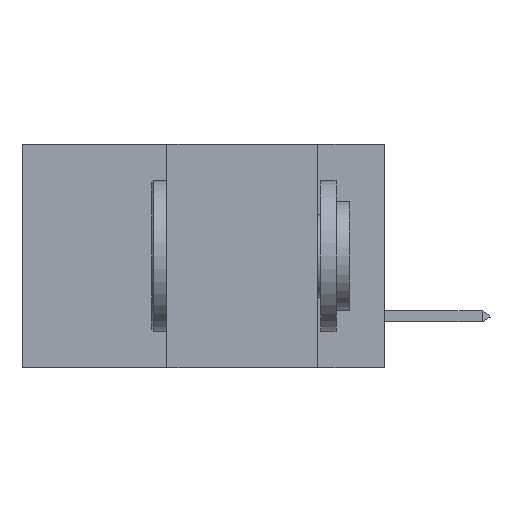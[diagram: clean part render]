
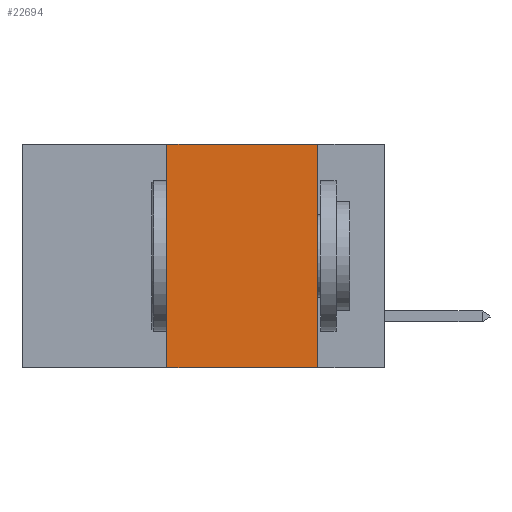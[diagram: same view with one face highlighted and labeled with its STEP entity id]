
A CAD part, left-side view. The second image highlights one B-rep face of the part: STEP entity #22694.
In plain terms, the highlighted planar face has unit normal (-1, 0, 0).
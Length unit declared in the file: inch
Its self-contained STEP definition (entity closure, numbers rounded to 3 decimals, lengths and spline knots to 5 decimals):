
#2622 = DIRECTION ( 'NONE',  ( 0., -1., 0. ) ) ;
#2771 = VECTOR ( 'NONE', #8555, 39.37008 ) ;
#3257 = CARTESIAN_POINT ( 'NONE',  ( 0., 0.6, 0. ) ) ;
#5559 = ORIENTED_EDGE ( 'NONE', *, *, #20702, .F. ) ;
#5835 = VECTOR ( 'NONE', #15398, 39.37008 ) ;
#8062 = EDGE_LOOP ( 'NONE', ( #5559, #34016, #35054, #30925 ) ) ;
#8555 = DIRECTION ( 'NONE',  ( 0., -1., 0. ) ) ;
#10573 = FACE_OUTER_BOUND ( 'NONE', #8062, .T. ) ;
#11743 = VECTOR ( 'NONE', #35273, 39.37008 ) ;
#12380 = DIRECTION ( 'NONE',  ( 0., 0., -1. ) ) ;
#12912 = VERTEX_POINT ( 'NONE', #20343 ) ;
#13988 = LINE ( 'NONE', #30364, #5835 ) ;
#14790 = LINE ( 'NONE', #20395, #2771 ) ;
#15261 = CARTESIAN_POINT ( 'NONE',  ( 0., 0.6, 0. ) ) ;
#15398 = DIRECTION ( 'NONE',  ( 0., 0., 1. ) ) ;
#15475 = PLANE ( 'NONE',  #30264 ) ;
#17424 = VERTEX_POINT ( 'NONE', #24112 ) ;
#18698 = DIRECTION ( 'NONE',  ( 1., 0., 0. ) ) ;
#19491 = CARTESIAN_POINT ( 'NONE',  ( 0., 0.11, 0. ) ) ;
#19884 = CARTESIAN_POINT ( 'NONE',  ( 0., 0.36, -0.37 ) ) ;
#20343 = CARTESIAN_POINT ( 'NONE',  ( 0., 0.11, -0.37 ) ) ;
#20395 = CARTESIAN_POINT ( 'NONE',  ( 0., 0.6, -0.37 ) ) ;
#20702 = EDGE_CURVE ( 'NONE', #17424, #12912, #22322, .T. ) ;
#22322 = LINE ( 'NONE', #19491, #11743 ) ;
#22694 = ADVANCED_FACE ( 'NONE', ( #10573 ), #15475, .F. ) ;
#23636 = VERTEX_POINT ( 'NONE', #19884 ) ;
#24112 = CARTESIAN_POINT ( 'NONE',  ( 0., 0.11, 0. ) ) ;
#24694 = VERTEX_POINT ( 'NONE', #36668 ) ;
#26147 = EDGE_CURVE ( 'NONE', #23636, #24694, #13988, .T. ) ;
#27615 = EDGE_CURVE ( 'NONE', #23636, #12912, #14790, .T. ) ;
#28760 = VECTOR ( 'NONE', #2622, 39.37008 ) ;
#29261 = LINE ( 'NONE', #15261, #28760 ) ;
#30264 = AXIS2_PLACEMENT_3D ( 'NONE', #3257, #18698, #12380 ) ;
#30364 = CARTESIAN_POINT ( 'NONE',  ( 0., 0.36, 0. ) ) ;
#30925 = ORIENTED_EDGE ( 'NONE', *, *, #27615, .T. ) ;
#34016 = ORIENTED_EDGE ( 'NONE', *, *, #34273, .F. ) ;
#34273 = EDGE_CURVE ( 'NONE', #24694, #17424, #29261, .T. ) ;
#35054 = ORIENTED_EDGE ( 'NONE', *, *, #26147, .F. ) ;
#35273 = DIRECTION ( 'NONE',  ( 0., 0., -1. ) ) ;
#36668 = CARTESIAN_POINT ( 'NONE',  ( 0., 0.36, 0. ) ) ;
